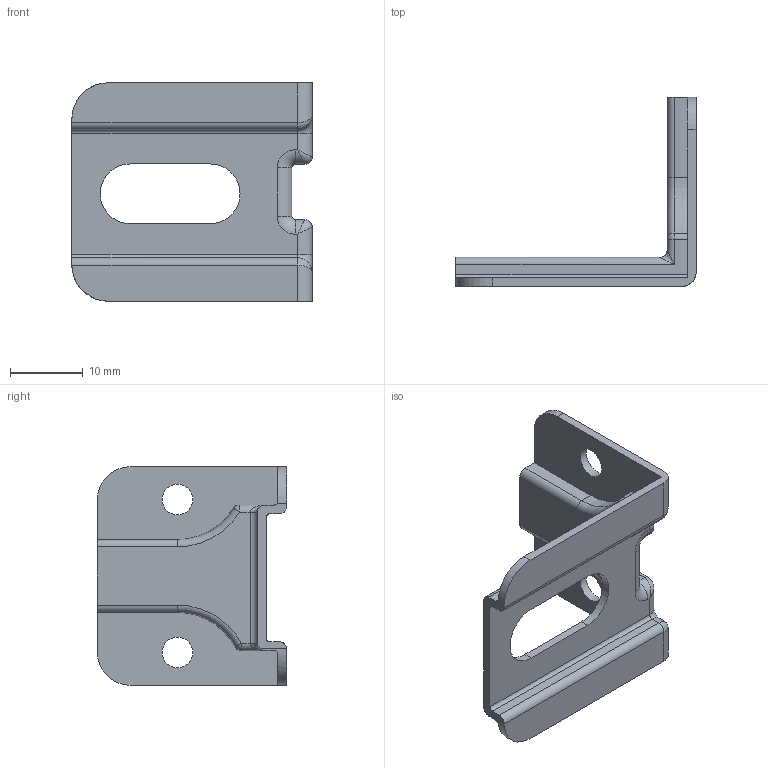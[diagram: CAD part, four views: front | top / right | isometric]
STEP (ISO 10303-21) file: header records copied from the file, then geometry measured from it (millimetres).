
FILE_DESCRIPTION((''),'2;1');
FILE_NAME('2523.stp','2012-02-28T17:08:31',('Marc'),(''),'Autodesk Inventor 2011','Autodesk Inventor 2011','');
FILE_SCHEMA(('AUTOMOTIVE_DESIGN { 1 0 10303 214 1 1 1 1 }'));
Length unit declared in the file: millimetre
Products named in the file (1): Pièce14
Bounding box: 33 x 26 x 30 mm (x, y, z)
Volume: 2208.8 mm3; surface area: 3658.1 mm2
Topology: 1 solids, 1 shells, 78 faces, 202 edges, 118 vertices
Faces by surface type: cylinder 38, plane 26, bspline 6, torus 6, sphere 2
Full cylindrical faces by diameter (mm): 4.2 x2
Entity records: 2592 total; most frequent: CARTESIAN_POINT 585, DIRECTION 417, ORIENTED_EDGE 384, EDGE_CURVE 192, AXIS2_PLACEMENT_3D 156, VERTEX_POINT 118, VECTOR 105, LINE 105
